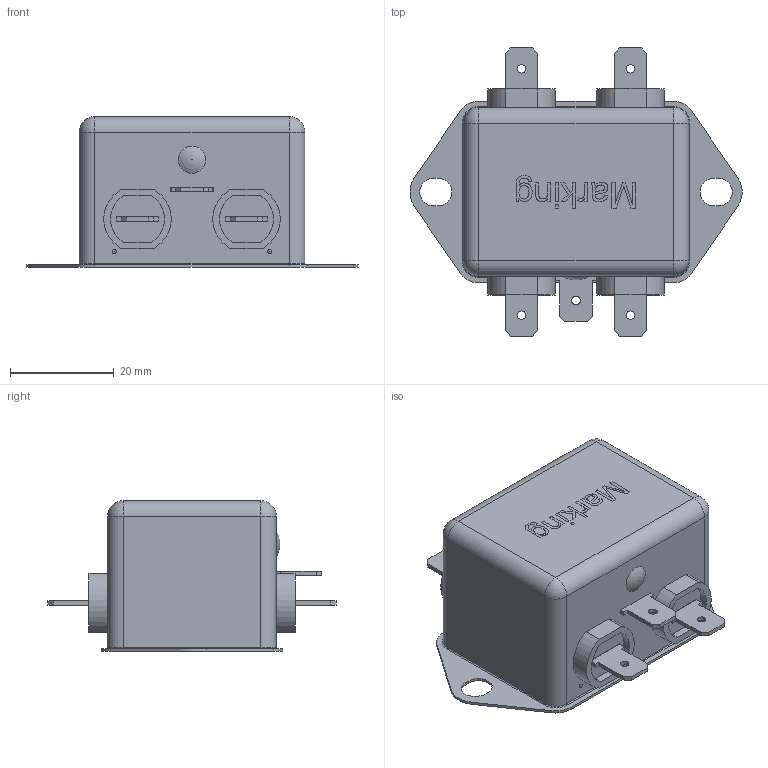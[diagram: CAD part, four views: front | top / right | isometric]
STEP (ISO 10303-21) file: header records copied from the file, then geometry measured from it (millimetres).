
FILE_DESCRIPTION(/* description */ ('Unknown'),/* implementation_level */ '2;1');
FILE_NAME(/* name */ '810911xxx_single stage',/* time_stamp */ '2018-09-25T15:46:21+02:00',/* author */ ('Unknown'),/* organization */ ('Unknown'),/* preprocessor_version */ 'ST-DEVELOPER v16.7',/* originating_system */ 'DEX',/* authorisation */ $);
FILE_SCHEMA (('AUTOMOTIVE_DESIGN {1 0 10303 214 3 1 1}'));
Length unit declared in the file: millimetre
Products named in the file (4): 810911xxx_single stage; Housing; Body; Weld
Assembly tree (3 placements, depth 2):
  810911xxx_single stage
    Housing
    Body
    Weld
Bounding box: 63.96 x 55.5 x 29 mm (x, y, z)
Volume: 36589.9 mm3; surface area: 18825.2 mm2
Topology: 7 solids, 7 shells, 303 faces, 754 edges, 492 vertices
Faces by surface type: plane 207, cylinder 63, bspline 16, torus 13, sphere 4
Full cylindrical faces by diameter (mm): 1.65 x5
Entity records: 11279 total; most frequent: CARTESIAN_POINT 2648, ORIENTED_EDGE 1470, DIRECTION 1337, EDGE_CURVE 735, VERTEX_POINT 488, LINE 467, VECTOR 467, AXIS2_PLACEMENT_3D 435
